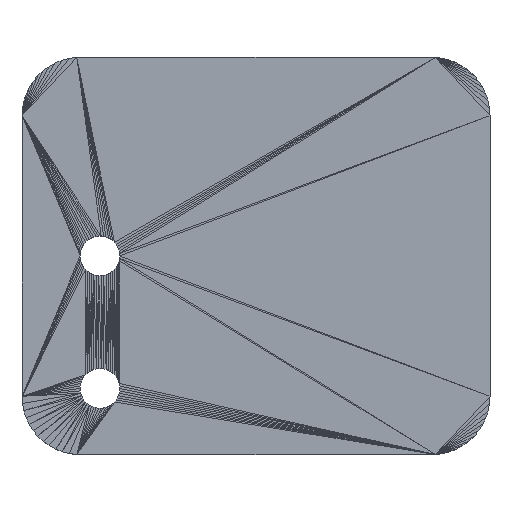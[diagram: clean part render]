
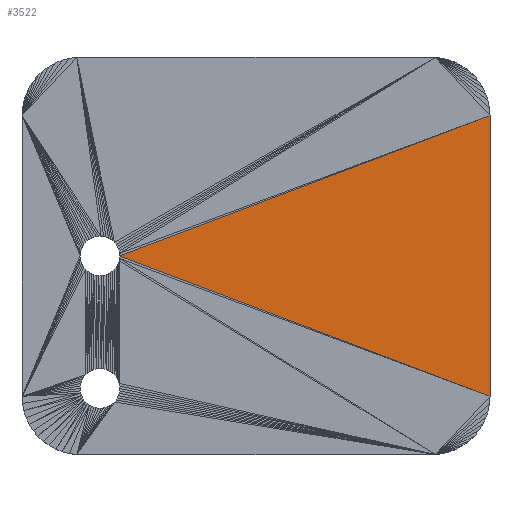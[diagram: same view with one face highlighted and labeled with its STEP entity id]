
A CAD part, top view. The second image highlights one B-rep face of the part: STEP entity #3522.
In plain terms, the highlighted planar face has unit normal (0, 0, 1).
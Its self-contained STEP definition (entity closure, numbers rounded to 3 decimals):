
#2741 = VERTEX_POINT('',#2742);
#2742 = CARTESIAN_POINT('',(20.021,11.999,4.5));
#3047 = PLANE('',#3048);
#3048 = AXIS2_PLACEMENT_3D('',#3049,#3050,#3051);
#3049 = CARTESIAN_POINT('',(4.134,6.034,4.5));
#3050 = DIRECTION('',(0.,0.,1.));
#3051 = DIRECTION('',(0.,1.,0.));
#3470 = VERTEX_POINT('',#3471);
#3471 = CARTESIAN_POINT('',(-11.647,0.,4.5));
#3497 = EDGE_CURVE('',#2741,#3470,#3498,.T.);
#3498 = SURFACE_CURVE('',#3499,(#3503,#3510),.PCURVE_S1.);
#3499 = LINE('',#3500,#3501);
#3500 = CARTESIAN_POINT('',(20.021,11.999,4.5));
#3501 = VECTOR('',#3502,1.);
#3502 = DIRECTION('',(-0.935,-0.354,0.));
#3503 = PCURVE('',#3047,#3504);
#3504 = DEFINITIONAL_REPRESENTATION('',(#3505),#3509);
#3505 = LINE('',#3506,#3507);
#3506 = CARTESIAN_POINT('',(5.965,-15.887));
#3507 = VECTOR('',#3508,1.);
#3508 = DIRECTION('',(-0.354,0.935));
#3509 = ( GEOMETRIC_REPRESENTATION_CONTEXT(2) 
PARAMETRIC_REPRESENTATION_CONTEXT() REPRESENTATION_CONTEXT('2D SPACE',''
  ) );
#3510 = PCURVE('',#3511,#3516);
#3511 = PLANE('',#3512);
#3512 = AXIS2_PLACEMENT_3D('',#3513,#3514,#3515);
#3513 = CARTESIAN_POINT('',(8.329,0.,4.5));
#3514 = DIRECTION('',(0.,0.,1.));
#3515 = DIRECTION('',(1.,0.,-0.));
#3516 = DEFINITIONAL_REPRESENTATION('',(#3517),#3521);
#3517 = LINE('',#3518,#3519);
#3518 = CARTESIAN_POINT('',(11.691,11.999));
#3519 = VECTOR('',#3520,1.);
#3520 = DIRECTION('',(-0.935,-0.354));
#3521 = ( GEOMETRIC_REPRESENTATION_CONTEXT(2) 
PARAMETRIC_REPRESENTATION_CONTEXT() REPRESENTATION_CONTEXT('2D SPACE',''
  ) );
#3522 = ADVANCED_FACE('',(#3523),#3511,.T.);
#3523 = FACE_BOUND('',#3524,.T.);
#3524 = EDGE_LOOP('',(#3525,#3526,#3554));
#3525 = ORIENTED_EDGE('',*,*,#3497,.T.);
#3526 = ORIENTED_EDGE('',*,*,#3527,.T.);
#3527 = EDGE_CURVE('',#3470,#3528,#3530,.T.);
#3528 = VERTEX_POINT('',#3529);
#3529 = CARTESIAN_POINT('',(20.021,-11.999,4.5));
#3530 = SURFACE_CURVE('',#3531,(#3535,#3542),.PCURVE_S1.);
#3531 = LINE('',#3532,#3533);
#3532 = CARTESIAN_POINT('',(-11.647,0.,4.5));
#3533 = VECTOR('',#3534,1.);
#3534 = DIRECTION('',(0.935,-0.354,0.));
#3535 = PCURVE('',#3511,#3536);
#3536 = DEFINITIONAL_REPRESENTATION('',(#3537),#3541);
#3537 = LINE('',#3538,#3539);
#3538 = CARTESIAN_POINT('',(-19.976,0.));
#3539 = VECTOR('',#3540,1.);
#3540 = DIRECTION('',(0.935,-0.354));
#3541 = ( GEOMETRIC_REPRESENTATION_CONTEXT(2) 
PARAMETRIC_REPRESENTATION_CONTEXT() REPRESENTATION_CONTEXT('2D SPACE',''
  ) );
#3542 = PCURVE('',#3543,#3548);
#3543 = PLANE('',#3544);
#3544 = AXIS2_PLACEMENT_3D('',#3545,#3546,#3547);
#3545 = CARTESIAN_POINT('',(4.134,-6.034,4.5));
#3546 = DIRECTION('',(0.,0.,1.));
#3547 = DIRECTION('',(0.,1.,0.));
#3548 = DEFINITIONAL_REPRESENTATION('',(#3549),#3553);
#3549 = LINE('',#3550,#3551);
#3550 = CARTESIAN_POINT('',(6.034,15.781));
#3551 = VECTOR('',#3552,1.);
#3552 = DIRECTION('',(-0.354,-0.935));
#3553 = ( GEOMETRIC_REPRESENTATION_CONTEXT(2) 
PARAMETRIC_REPRESENTATION_CONTEXT() REPRESENTATION_CONTEXT('2D SPACE',''
  ) );
#3554 = ORIENTED_EDGE('',*,*,#3555,.T.);
#3555 = EDGE_CURVE('',#3528,#2741,#3556,.T.);
#3556 = SURFACE_CURVE('',#3557,(#3561,#3568),.PCURVE_S1.);
#3557 = LINE('',#3558,#3559);
#3558 = CARTESIAN_POINT('',(20.021,-11.999,4.5));
#3559 = VECTOR('',#3560,1.);
#3560 = DIRECTION('',(0.,1.,0.));
#3561 = PCURVE('',#3511,#3562);
#3562 = DEFINITIONAL_REPRESENTATION('',(#3563),#3567);
#3563 = LINE('',#3564,#3565);
#3564 = CARTESIAN_POINT('',(11.691,-11.999));
#3565 = VECTOR('',#3566,1.);
#3566 = DIRECTION('',(0.,1.));
#3567 = ( GEOMETRIC_REPRESENTATION_CONTEXT(2) 
PARAMETRIC_REPRESENTATION_CONTEXT() REPRESENTATION_CONTEXT('2D SPACE',''
  ) );
#3568 = PCURVE('',#3569,#3574);
#3569 = PLANE('',#3570);
#3570 = AXIS2_PLACEMENT_3D('',#3571,#3572,#3573);
#3571 = CARTESIAN_POINT('',(20.021,1.02,
    3.27));
#3572 = DIRECTION('',(1.,0.,0.));
#3573 = DIRECTION('',(-0.,0.,1.));
#3574 = DEFINITIONAL_REPRESENTATION('',(#3575),#3579);
#3575 = LINE('',#3576,#3577);
#3576 = CARTESIAN_POINT('',(1.23,13.02));
#3577 = VECTOR('',#3578,1.);
#3578 = DIRECTION('',(0.,-1.));
#3579 = ( GEOMETRIC_REPRESENTATION_CONTEXT(2) 
PARAMETRIC_REPRESENTATION_CONTEXT() REPRESENTATION_CONTEXT('2D SPACE',''
  ) );
